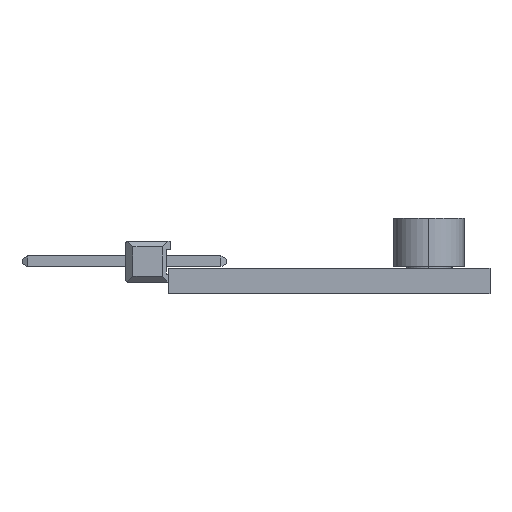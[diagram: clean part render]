
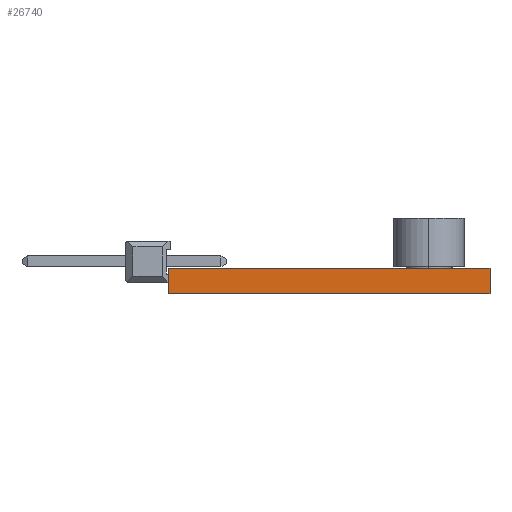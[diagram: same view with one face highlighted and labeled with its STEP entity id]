
A CAD part, front view. The second image highlights one B-rep face of the part: STEP entity #26740.
In plain terms, the highlighted planar face has unit normal (-0.001, -1, 0).
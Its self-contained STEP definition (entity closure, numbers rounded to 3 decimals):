
#26559 = PLANE('',#26560);
#26560 = AXIS2_PLACEMENT_3D('',#26561,#26562,#26563);
#26561 = CARTESIAN_POINT('',(-0.005,51.992,0.));
#26562 = DIRECTION('',(1.,0.,0.));
#26563 = DIRECTION('',(0.,-1.,0.));
#26584 = VERTEX_POINT('',#26585);
#26585 = CARTESIAN_POINT('',(0.,0.,1.6));
#26599 = PLANE('',#26600);
#26600 = AXIS2_PLACEMENT_3D('',#26601,#26602,#26603);
#26601 = CARTESIAN_POINT('',(9.985,25.99,1.6));
#26602 = DIRECTION('',(0.,0.,1.));
#26603 = DIRECTION('',(1.,0.,0.));
#26611 = EDGE_CURVE('',#26612,#26584,#26614,.T.);
#26612 = VERTEX_POINT('',#26613);
#26613 = CARTESIAN_POINT('',(0.,0.,0.));
#26614 = SURFACE_CURVE('',#26615,(#26619,#26626),.PCURVE_S1.);
#26615 = LINE('',#26616,#26617);
#26616 = CARTESIAN_POINT('',(0.,0.,0.));
#26617 = VECTOR('',#26618,1.);
#26618 = DIRECTION('',(0.,0.,1.));
#26619 = PCURVE('',#26559,#26620);
#26620 = DEFINITIONAL_REPRESENTATION('',(#26621),#26625);
#26621 = LINE('',#26622,#26623);
#26622 = CARTESIAN_POINT('',(51.992,0.));
#26623 = VECTOR('',#26624,1.);
#26624 = DIRECTION('',(0.,-1.));
#26625 = ( GEOMETRIC_REPRESENTATION_CONTEXT(2) 
PARAMETRIC_REPRESENTATION_CONTEXT() REPRESENTATION_CONTEXT('2D SPACE',''
  ) );
#26626 = PCURVE('',#26627,#26632);
#26627 = PLANE('',#26628);
#26628 = AXIS2_PLACEMENT_3D('',#26629,#26630,#26631);
#26629 = CARTESIAN_POINT('',(0.,0.,0.));
#26630 = DIRECTION('',(0.001,1.,0.));
#26631 = DIRECTION('',(1.,-0.001,0.));
#26632 = DEFINITIONAL_REPRESENTATION('',(#26633),#26637);
#26633 = LINE('',#26634,#26635);
#26634 = CARTESIAN_POINT('',(0.,0.));
#26635 = VECTOR('',#26636,1.);
#26636 = DIRECTION('',(0.,-1.));
#26637 = ( GEOMETRIC_REPRESENTATION_CONTEXT(2) 
PARAMETRIC_REPRESENTATION_CONTEXT() REPRESENTATION_CONTEXT('2D SPACE',''
  ) );
#26653 = PLANE('',#26654);
#26654 = AXIS2_PLACEMENT_3D('',#26655,#26656,#26657);
#26655 = CARTESIAN_POINT('',(9.985,25.99,0.));
#26656 = DIRECTION('',(0.,0.,1.));
#26657 = DIRECTION('',(1.,0.,0.));
#26686 = PLANE('',#26687);
#26687 = AXIS2_PLACEMENT_3D('',#26688,#26689,#26690);
#26688 = CARTESIAN_POINT('',(19.98,-0.01,0.));
#26689 = DIRECTION('',(-1.,0.,0.));
#26690 = DIRECTION('',(0.,1.,0.));
#26740 = ADVANCED_FACE('',(#26741),#26627,.F.);
#26741 = FACE_BOUND('',#26742,.F.);
#26742 = EDGE_LOOP('',(#26743,#26744,#26767,#26790));
#26743 = ORIENTED_EDGE('',*,*,#26611,.T.);
#26744 = ORIENTED_EDGE('',*,*,#26745,.T.);
#26745 = EDGE_CURVE('',#26584,#26746,#26748,.T.);
#26746 = VERTEX_POINT('',#26747);
#26747 = CARTESIAN_POINT('',(19.98,-0.01,1.6));
#26748 = SURFACE_CURVE('',#26749,(#26753,#26760),.PCURVE_S1.);
#26749 = LINE('',#26750,#26751);
#26750 = CARTESIAN_POINT('',(0.,0.,1.6));
#26751 = VECTOR('',#26752,1.);
#26752 = DIRECTION('',(1.,-0.001,0.));
#26753 = PCURVE('',#26627,#26754);
#26754 = DEFINITIONAL_REPRESENTATION('',(#26755),#26759);
#26755 = LINE('',#26756,#26757);
#26756 = CARTESIAN_POINT('',(0.,-1.6));
#26757 = VECTOR('',#26758,1.);
#26758 = DIRECTION('',(1.,0.));
#26759 = ( GEOMETRIC_REPRESENTATION_CONTEXT(2) 
PARAMETRIC_REPRESENTATION_CONTEXT() REPRESENTATION_CONTEXT('2D SPACE',''
  ) );
#26760 = PCURVE('',#26599,#26761);
#26761 = DEFINITIONAL_REPRESENTATION('',(#26762),#26766);
#26762 = LINE('',#26763,#26764);
#26763 = CARTESIAN_POINT('',(-9.985,-25.99));
#26764 = VECTOR('',#26765,1.);
#26765 = DIRECTION('',(1.,-0.001));
#26766 = ( GEOMETRIC_REPRESENTATION_CONTEXT(2) 
PARAMETRIC_REPRESENTATION_CONTEXT() REPRESENTATION_CONTEXT('2D SPACE',''
  ) );
#26767 = ORIENTED_EDGE('',*,*,#26768,.F.);
#26768 = EDGE_CURVE('',#26769,#26746,#26771,.T.);
#26769 = VERTEX_POINT('',#26770);
#26770 = CARTESIAN_POINT('',(19.98,-0.01,0.));
#26771 = SURFACE_CURVE('',#26772,(#26776,#26783),.PCURVE_S1.);
#26772 = LINE('',#26773,#26774);
#26773 = CARTESIAN_POINT('',(19.98,-0.01,0.));
#26774 = VECTOR('',#26775,1.);
#26775 = DIRECTION('',(0.,0.,1.));
#26776 = PCURVE('',#26627,#26777);
#26777 = DEFINITIONAL_REPRESENTATION('',(#26778),#26782);
#26778 = LINE('',#26779,#26780);
#26779 = CARTESIAN_POINT('',(19.98,0.));
#26780 = VECTOR('',#26781,1.);
#26781 = DIRECTION('',(0.,-1.));
#26782 = ( GEOMETRIC_REPRESENTATION_CONTEXT(2) 
PARAMETRIC_REPRESENTATION_CONTEXT() REPRESENTATION_CONTEXT('2D SPACE',''
  ) );
#26783 = PCURVE('',#26686,#26784);
#26784 = DEFINITIONAL_REPRESENTATION('',(#26785),#26789);
#26785 = LINE('',#26786,#26787);
#26786 = CARTESIAN_POINT('',(0.,0.));
#26787 = VECTOR('',#26788,1.);
#26788 = DIRECTION('',(0.,-1.));
#26789 = ( GEOMETRIC_REPRESENTATION_CONTEXT(2) 
PARAMETRIC_REPRESENTATION_CONTEXT() REPRESENTATION_CONTEXT('2D SPACE',''
  ) );
#26790 = ORIENTED_EDGE('',*,*,#26791,.F.);
#26791 = EDGE_CURVE('',#26612,#26769,#26792,.T.);
#26792 = SURFACE_CURVE('',#26793,(#26797,#26804),.PCURVE_S1.);
#26793 = LINE('',#26794,#26795);
#26794 = CARTESIAN_POINT('',(0.,0.,0.));
#26795 = VECTOR('',#26796,1.);
#26796 = DIRECTION('',(1.,-0.001,0.));
#26797 = PCURVE('',#26627,#26798);
#26798 = DEFINITIONAL_REPRESENTATION('',(#26799),#26803);
#26799 = LINE('',#26800,#26801);
#26800 = CARTESIAN_POINT('',(0.,0.));
#26801 = VECTOR('',#26802,1.);
#26802 = DIRECTION('',(1.,0.));
#26803 = ( GEOMETRIC_REPRESENTATION_CONTEXT(2) 
PARAMETRIC_REPRESENTATION_CONTEXT() REPRESENTATION_CONTEXT('2D SPACE',''
  ) );
#26804 = PCURVE('',#26653,#26805);
#26805 = DEFINITIONAL_REPRESENTATION('',(#26806),#26810);
#26806 = LINE('',#26807,#26808);
#26807 = CARTESIAN_POINT('',(-9.985,-25.99));
#26808 = VECTOR('',#26809,1.);
#26809 = DIRECTION('',(1.,-0.001));
#26810 = ( GEOMETRIC_REPRESENTATION_CONTEXT(2) 
PARAMETRIC_REPRESENTATION_CONTEXT() REPRESENTATION_CONTEXT('2D SPACE',''
  ) );
